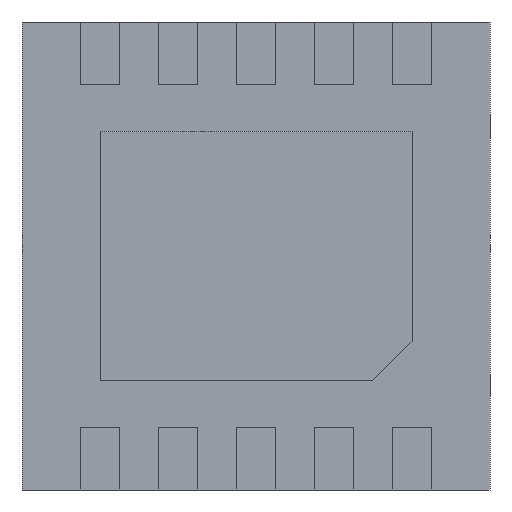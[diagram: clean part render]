
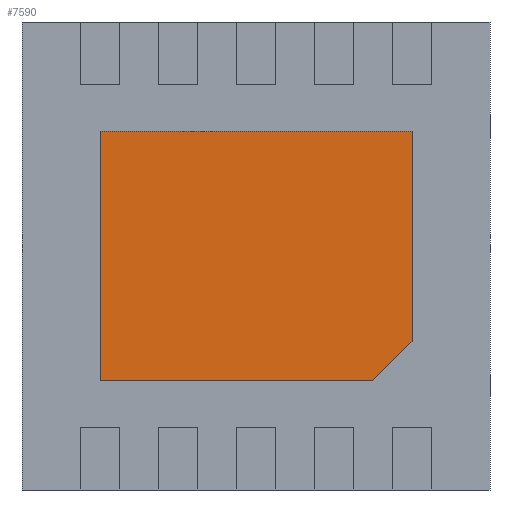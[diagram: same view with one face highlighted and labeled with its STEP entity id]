
A CAD part, front view. The second image highlights one B-rep face of the part: STEP entity #7590.
In plain terms, the highlighted planar face has unit normal (0, -1, 0).
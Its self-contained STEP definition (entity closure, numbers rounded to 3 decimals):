
#7416=DIRECTION('',(0.,0.,1.));
#7417=VECTOR('',#7416,1.349);
#7418=CARTESIAN_POINT('',(1.,0.,-0.549));
#7419=LINE('',#7418,#7417);
#7423=DIRECTION('',(0.707,0.,0.707));
#7424=VECTOR('',#7423,0.356);
#7425=CARTESIAN_POINT('',(0.749,0.,-0.8));
#7426=LINE('',#7425,#7424);
#7430=DIRECTION('',(1.,0.,0.));
#7431=VECTOR('',#7430,1.749);
#7432=CARTESIAN_POINT('',(-1.,0.,-0.8));
#7433=LINE('',#7432,#7431);
#7437=DIRECTION('',(0.,0.,-1.));
#7438=VECTOR('',#7437,1.6);
#7439=CARTESIAN_POINT('',(-1.,0.,0.8));
#7440=LINE('',#7439,#7438);
#7444=DIRECTION('',(-1.,0.,0.));
#7445=VECTOR('',#7444,2.);
#7446=CARTESIAN_POINT('',(1.,0.,0.8));
#7447=LINE('',#7446,#7445);
#7508=CARTESIAN_POINT('',(1.,0.,-0.549));
#7509=CARTESIAN_POINT('',(1.,0.,0.8));
#7510=VERTEX_POINT('',#7508);
#7511=VERTEX_POINT('',#7509);
#7512=CARTESIAN_POINT('',(-1.,0.,0.8));
#7513=VERTEX_POINT('',#7512);
#7514=CARTESIAN_POINT('',(-1.,0.,-0.8));
#7515=VERTEX_POINT('',#7514);
#7516=CARTESIAN_POINT('',(0.749,0.,-0.8));
#7517=VERTEX_POINT('',#7516);
#7575=CARTESIAN_POINT('',(0.,0.,0.));
#7576=DIRECTION('',(0.,1.,0.));
#7577=DIRECTION('',(1.,0.,0.));
#7578=AXIS2_PLACEMENT_3D('',#7575,#7576,#7577);
#7579=PLANE('',#7578);
#7580=ORIENTED_EDGE('',*,*,#7537,.F.);
#7582=ORIENTED_EDGE('',*,*,#7581,.F.);
#7584=ORIENTED_EDGE('',*,*,#7583,.F.);
#7586=ORIENTED_EDGE('',*,*,#7585,.F.);
#7587=ORIENTED_EDGE('',*,*,#7568,.F.);
#7588=EDGE_LOOP('',(#7580,#7582,#7584,#7586,#7587));
#7589=FACE_OUTER_BOUND('',#7588,.F.);
#7590=ADVANCED_FACE('',(#7589),#7579,.F.);
#7537=EDGE_CURVE('',#7510,#7511,#7419,.T.);
#7568=EDGE_CURVE('',#7511,#7513,#7447,.T.);
#7581=EDGE_CURVE('',#7517,#7510,#7426,.T.);
#7583=EDGE_CURVE('',#7515,#7517,#7433,.T.);
#7585=EDGE_CURVE('',#7513,#7515,#7440,.T.);
